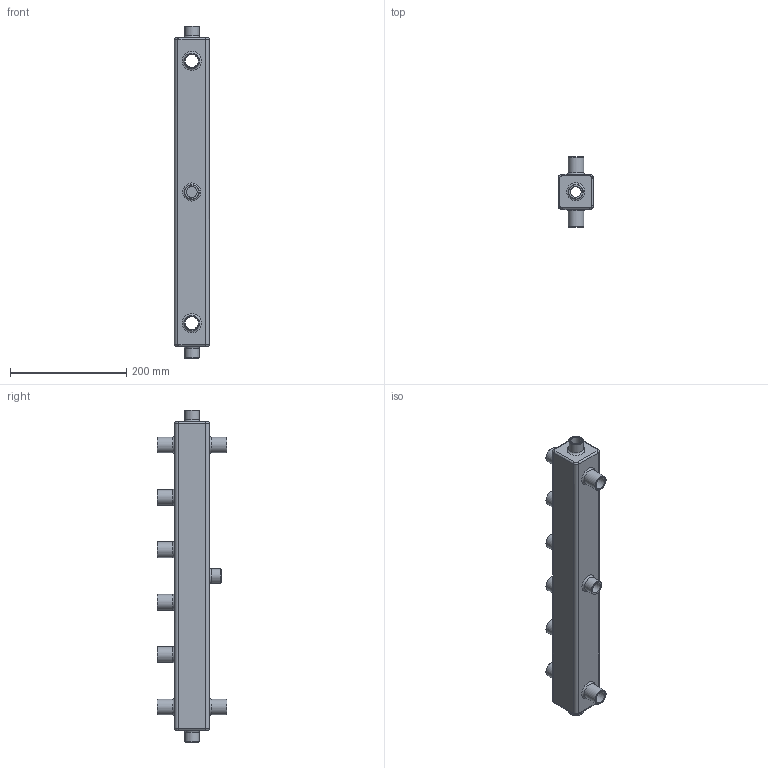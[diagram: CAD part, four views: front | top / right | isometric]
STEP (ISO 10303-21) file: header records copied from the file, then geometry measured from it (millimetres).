
FILE_DESCRIPTION(('STEP AP203'), '1');
FILE_NAME('TGR-40-20x3.19', '', ('UNSPECIFIED'), ('UNSPECIFIED'), 'ASCON STEP Converter 1.6', 'ASCON Math Kernel', '');
FILE_SCHEMA(('CONFIG_CONTROL_DESIGN'));
Length unit declared in the file: millimetre
Bounding box: 60.55 x 120 x 570 mm (x, y, z)
Volume: 414412.4 mm3; surface area: 283041.6 mm2
Topology: 1 solids, 1 shells, 274 faces, 696 edges, 457 vertices
Faces by surface type: plane 126, cylinder 56, extrusion 46, cone 27, torus 11, bspline 8
Full cylindrical faces by diameter (mm): 18.632 x3, 22 x8, 25 x11, 26.8 x8
Entity records: 12041 total; most frequent: CARTESIAN_POINT 3542, ORIENTED_EDGE 1256, DIRECTION 1135, EDGE_CURVE 628, VERTEX_POINT 457, VECTOR 407, EDGE_LOOP 395, AXIS2_PLACEMENT_3D 364
